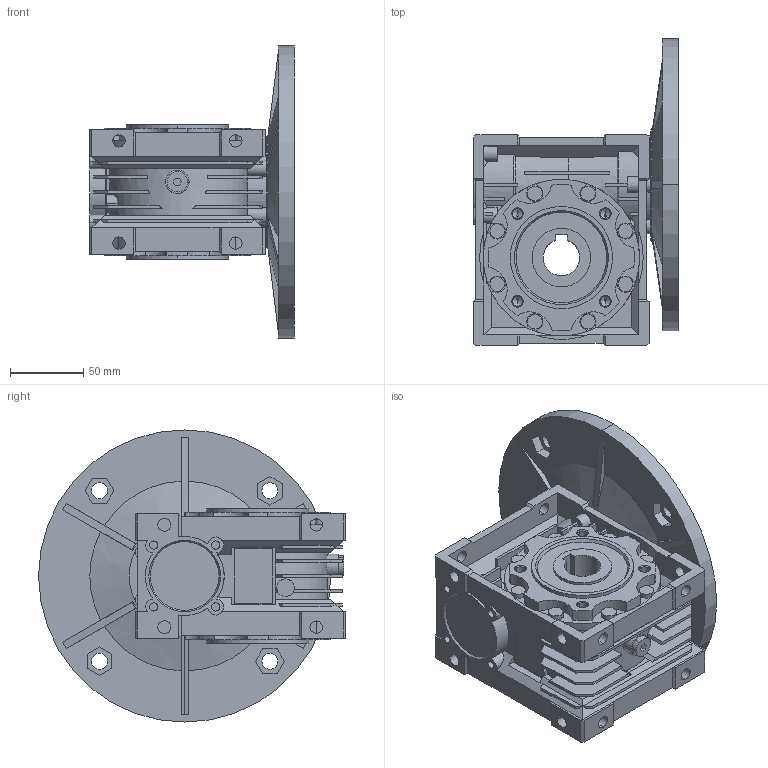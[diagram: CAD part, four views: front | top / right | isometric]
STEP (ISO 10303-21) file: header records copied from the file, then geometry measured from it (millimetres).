
FILE_DESCRIPTION (( 'STEP AP203' ), '1' );
FILE_NAME ('WGA-50M-030-80B5.step', '2025-02-20T17:20:09', ( '' ), ( '' ), 'SwSTEP 2.0', 'SolidWorks 2024', '' );
FILE_SCHEMA (( 'CONFIG_CONTROL_DESIGN' ));
Length unit declared in the file: millimetre
Products named in the file (1): WGA-50M-030-80B5
Bounding box: 140 x 210 x 200 mm (x, y, z)
Volume: 1251928.3 mm3; surface area: 285409.8 mm2
Topology: 7 solids, 12 shells, 1029 faces, 2733 edges, 1762 vertices
Faces by surface type: plane 601, cylinder 316, cone 104, torus 8
Entity records: 32670 total; most frequent: CARTESIAN_POINT 6832, ORIENTED_EDGE 5426, DIRECTION 5367, EDGE_CURVE 2713, AXIS2_PLACEMENT_3D 1881, VERTEX_POINT 1762, VECTOR 1605, LINE 1605
